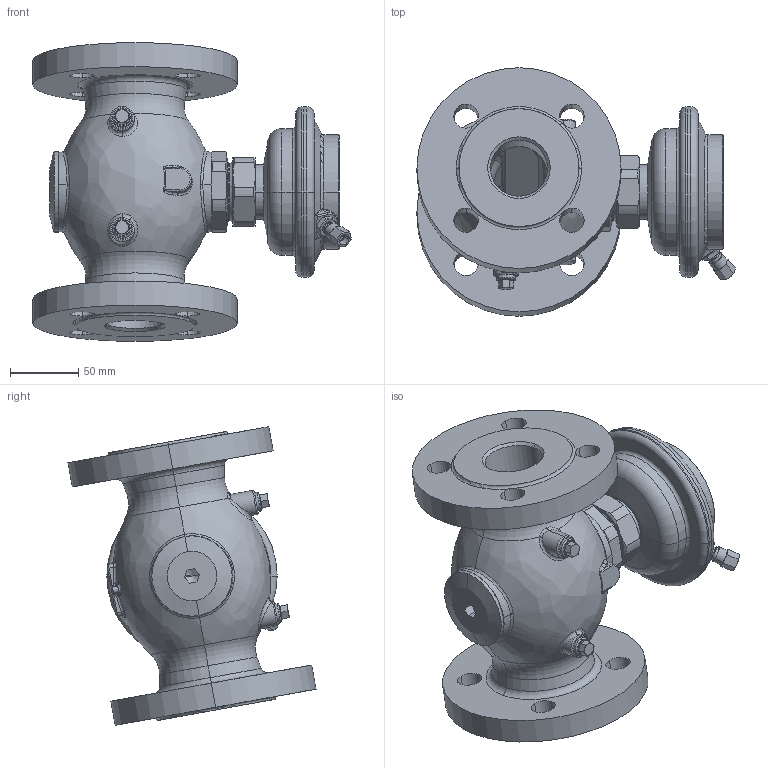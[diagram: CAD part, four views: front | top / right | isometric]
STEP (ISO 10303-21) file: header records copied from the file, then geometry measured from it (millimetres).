
FILE_DESCRIPTION((''),'2;1');
FILE_NAME('003H6361','2015-02-24T',('u317927'),('Danfoss'),'PRO/ENGINEER BY PARAMETRIC TECHNOLOGY CORPORATION, 2014000','PRO/ENGINEER BY PARAMETRIC TECHNOLOGY CORPORATION, 2014000','');
FILE_SCHEMA(('CONFIG_CONTROL_DESIGN'));
Length unit declared in the file: millimetre
Products named in the file (1): 003H6361
Bounding box: 233.8 x 182.39 x 219.5 mm (x, y, z)
Volume: 1323861.4 mm3; surface area: 306162.1 mm2
Topology: 2 solids, 4 shells, 871 faces, 1966 edges, 1166 vertices
Faces by surface type: cylinder 240, plane 216, cone 153, torus 137, bspline 118, sphere 7
Entity records: 34137 total; most frequent: CARTESIAN_POINT 15147, DIRECTION 4061, ORIENTED_EDGE 3926, EDGE_CURVE 1963, AXIS2_PLACEMENT_3D 1764, VERTEX_POINT 1166, CIRCLE 1010, EDGE_LOOP 965
